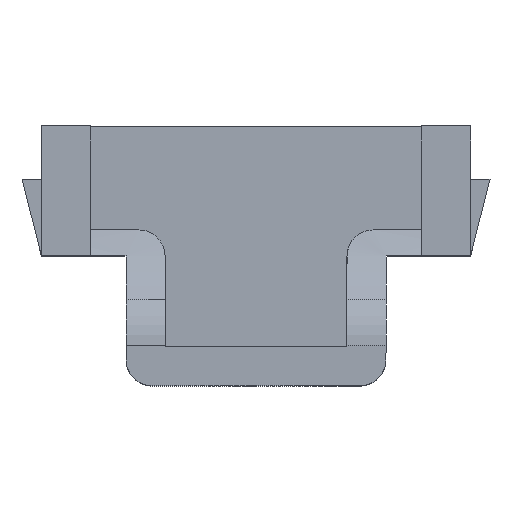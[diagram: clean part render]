
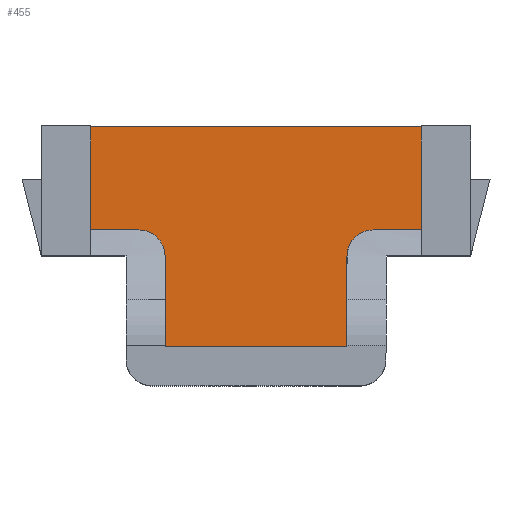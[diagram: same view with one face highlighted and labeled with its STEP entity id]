
A CAD part, top view. The second image highlights one B-rep face of the part: STEP entity #455.
In plain terms, the highlighted planar face has unit normal (0, 0, 1).
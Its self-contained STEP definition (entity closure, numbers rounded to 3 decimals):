
#28 = EDGE_CURVE ( 'NONE', #861, #405, #1321, .T. ) ;
#55 = DIRECTION ( 'NONE',  ( 0., 1., 0. ) ) ;
#74 = LINE ( 'NONE', #1616, #1373 ) ;
#87 = VERTEX_POINT ( 'NONE', #580 ) ;
#114 = EDGE_LOOP ( 'NONE', ( #330, #541, #619, #611, #1184, #384, #885, #179, #441, #642 ) ) ;
#131 = VERTEX_POINT ( 'NONE', #971 ) ;
#138 = CARTESIAN_POINT ( 'NONE',  ( 7., -17., 4. ) ) ;
#179 = ORIENTED_EDGE ( 'NONE', *, *, #1481, .T. ) ;
#180 = DIRECTION ( 'NONE',  ( -1., 0., 0. ) ) ;
#208 = CARTESIAN_POINT ( 'NONE',  ( -12.7, 56.082, 4. ) ) ;
#222 = EDGE_CURVE ( 'NONE', #1702, #861, #1534, .T. ) ;
#228 = LINE ( 'NONE', #1189, #782 ) ;
#242 = VERTEX_POINT ( 'NONE', #1023 ) ;
#258 = LINE ( 'NONE', #337, #1174 ) ;
#259 = EDGE_CURVE ( 'NONE', #1702, #908, #481, .T. ) ;
#273 = DIRECTION ( 'NONE',  ( 1., 0., 0. ) ) ;
#285 = VERTEX_POINT ( 'NONE', #335 ) ;
#320 = VECTOR ( 'NONE', #1176, 1000. ) ;
#321 = VECTOR ( 'NONE', #1666, 1000. ) ;
#330 = ORIENTED_EDGE ( 'NONE', *, *, #934, .T. ) ;
#333 = EDGE_CURVE ( 'NONE', #87, #285, #361, .T. ) ;
#335 = CARTESIAN_POINT ( 'NONE',  ( -7., -17., 4. ) ) ;
#337 = CARTESIAN_POINT ( 'NONE',  ( 12.7, -7.5, 4. ) ) ;
#346 = DIRECTION ( 'NONE',  ( 1., 0., 0. ) ) ;
#361 = LINE ( 'NONE', #1701, #320 ) ;
#384 = ORIENTED_EDGE ( 'NONE', *, *, #222, .T. ) ;
#405 = VERTEX_POINT ( 'NONE', #1728 ) ;
#407 = VERTEX_POINT ( 'NONE', #138 ) ;
#417 = DIRECTION ( 'NONE',  ( -1., 0., 0. ) ) ;
#441 = ORIENTED_EDGE ( 'NONE', *, *, #333, .T. ) ;
#455 = ADVANCED_FACE ( 'NONE', ( #1020 ), #1596, .T. ) ;
#481 = LINE ( 'NONE', #858, #1197 ) ;
#500 = AXIS2_PLACEMENT_3D ( 'NONE', #994, #1538, #180 ) ;
#523 = DIRECTION ( 'NONE',  ( 0., 0., 1. ) ) ;
#541 = ORIENTED_EDGE ( 'NONE', *, *, #1115, .T. ) ;
#580 = CARTESIAN_POINT ( 'NONE',  ( -7., -10., 4. ) ) ;
#611 = ORIENTED_EDGE ( 'NONE', *, *, #622, .T. ) ;
#619 = ORIENTED_EDGE ( 'NONE', *, *, #1419, .T. ) ;
#622 = EDGE_CURVE ( 'NONE', #131, #908, #258, .T. ) ;
#624 = CIRCLE ( 'NONE', #500, 2. ) ;
#642 = ORIENTED_EDGE ( 'NONE', *, *, #1663, .T. ) ;
#658 = VERTEX_POINT ( 'NONE', #845 ) ;
#667 = CARTESIAN_POINT ( 'NONE',  ( -12.7, 0., 4. ) ) ;
#675 = AXIS2_PLACEMENT_3D ( 'NONE', #1722, #930, #417 ) ;
#691 = DIRECTION ( 'NONE',  ( 1., 0., 0. ) ) ;
#782 = VECTOR ( 'NONE', #1466, 1000. ) ;
#784 = CARTESIAN_POINT ( 'NONE',  ( 12.2, -7.5, 4. ) ) ;
#826 = DIRECTION ( 'NONE',  ( 0., 1., 0. ) ) ;
#845 = CARTESIAN_POINT ( 'NONE',  ( 7., -10., 4. ) ) ;
#858 = CARTESIAN_POINT ( 'NONE',  ( 0., 0., 4. ) ) ;
#861 = VERTEX_POINT ( 'NONE', #939 ) ;
#885 = ORIENTED_EDGE ( 'NONE', *, *, #28, .T. ) ;
#908 = VERTEX_POINT ( 'NONE', #1469 ) ;
#930 = DIRECTION ( 'NONE',  ( 0., 0., -1. ) ) ;
#933 = CIRCLE ( 'NONE', #675, 2. ) ;
#934 = EDGE_CURVE ( 'NONE', #407, #658, #74, .T. ) ;
#939 = CARTESIAN_POINT ( 'NONE',  ( -12.7, -8., 4. ) ) ;
#968 = VECTOR ( 'NONE', #691, 1000. ) ;
#971 = CARTESIAN_POINT ( 'NONE',  ( 12.7, -8., 4. ) ) ;
#994 = CARTESIAN_POINT ( 'NONE',  ( 9., -10., 4. ) ) ;
#1015 = AXIS2_PLACEMENT_3D ( 'NONE', #784, #523, #273 ) ;
#1020 = FACE_OUTER_BOUND ( 'NONE', #114, .T. ) ;
#1023 = CARTESIAN_POINT ( 'NONE',  ( 9., -8., 4. ) ) ;
#1049 = LINE ( 'NONE', #1599, #1721 ) ;
#1115 = EDGE_CURVE ( 'NONE', #658, #242, #624, .T. ) ;
#1174 = VECTOR ( 'NONE', #55, 1000. ) ;
#1176 = DIRECTION ( 'NONE',  ( 0., -1., 0. ) ) ;
#1184 = ORIENTED_EDGE ( 'NONE', *, *, #259, .F. ) ;
#1189 = CARTESIAN_POINT ( 'NONE',  ( 12.2, -17., 4. ) ) ;
#1197 = VECTOR ( 'NONE', #346, 1000. ) ;
#1298 = DIRECTION ( 'NONE',  ( 1., 0., 0. ) ) ;
#1321 = LINE ( 'NONE', #1499, #968 ) ;
#1373 = VECTOR ( 'NONE', #826, 1000. ) ;
#1419 = EDGE_CURVE ( 'NONE', #242, #131, #1049, .T. ) ;
#1466 = DIRECTION ( 'NONE',  ( 1., 0., 0. ) ) ;
#1469 = CARTESIAN_POINT ( 'NONE',  ( 12.7, 0., 4. ) ) ;
#1481 = EDGE_CURVE ( 'NONE', #405, #87, #933, .T. ) ;
#1499 = CARTESIAN_POINT ( 'NONE',  ( 12.2, -8., 4. ) ) ;
#1534 = LINE ( 'NONE', #208, #321 ) ;
#1538 = DIRECTION ( 'NONE',  ( 0., 0., -1. ) ) ;
#1596 = PLANE ( 'NONE',  #1015 ) ;
#1599 = CARTESIAN_POINT ( 'NONE',  ( 12.2, -8., 4. ) ) ;
#1616 = CARTESIAN_POINT ( 'NONE',  ( 7., -7.5, 4. ) ) ;
#1663 = EDGE_CURVE ( 'NONE', #285, #407, #228, .T. ) ;
#1666 = DIRECTION ( 'NONE',  ( 0., -1., 0. ) ) ;
#1701 = CARTESIAN_POINT ( 'NONE',  ( -7., -7.5, 4. ) ) ;
#1702 = VERTEX_POINT ( 'NONE', #667 ) ;
#1721 = VECTOR ( 'NONE', #1298, 1000. ) ;
#1722 = CARTESIAN_POINT ( 'NONE',  ( -9., -10., 4. ) ) ;
#1728 = CARTESIAN_POINT ( 'NONE',  ( -9., -8., 4. ) ) ;
